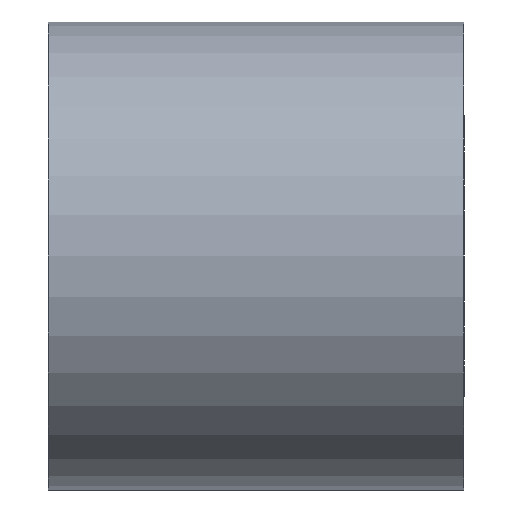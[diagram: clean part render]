
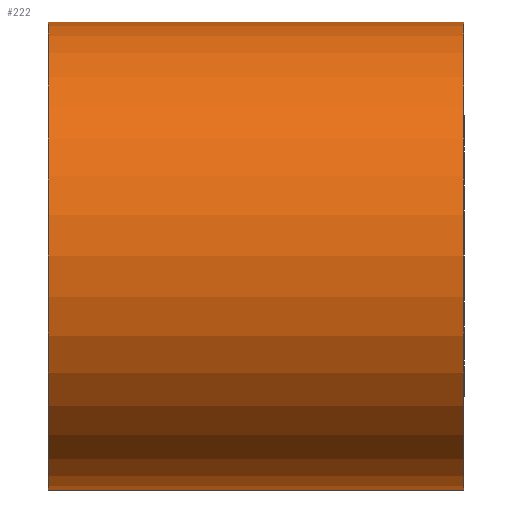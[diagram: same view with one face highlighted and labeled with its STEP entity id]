
A CAD part, front view. The second image highlights one B-rep face of the part: STEP entity #222.
In plain terms, the highlighted cylindrical face has radius 18 mm (diameter 36 mm), a partial arc.
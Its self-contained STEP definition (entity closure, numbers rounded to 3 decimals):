
#1 = DIRECTION ( 'NONE',  ( 0., 0., 1. ) ) ;
#26 = CARTESIAN_POINT ( 'NONE',  ( -6.017, 0., 18. ) ) ;
#27 = CARTESIAN_POINT ( 'NONE',  ( 25.983, 0., -18. ) ) ;
#31 = DIRECTION ( 'NONE',  ( 0., 0., 1. ) ) ;
#34 = EDGE_CURVE ( 'NONE', #280, #43, #119, .T. ) ;
#38 = VECTOR ( 'NONE', #103, 1000. ) ;
#43 = VERTEX_POINT ( 'NONE', #26 ) ;
#57 = DIRECTION ( 'NONE',  ( -1., 0., 0. ) ) ;
#59 = VECTOR ( 'NONE', #69, 1000. ) ;
#69 = DIRECTION ( 'NONE',  ( -1., 0., 0. ) ) ;
#74 = AXIS2_PLACEMENT_3D ( 'NONE', #177, #57, #31 ) ;
#75 = CARTESIAN_POINT ( 'NONE',  ( -46.222, 0., 18. ) ) ;
#82 = DIRECTION ( 'NONE',  ( -1., 0., 0. ) ) ;
#88 = AXIS2_PLACEMENT_3D ( 'NONE', #155, #82, #105 ) ;
#103 = DIRECTION ( 'NONE',  ( -1., 0., 0. ) ) ;
#105 = DIRECTION ( 'NONE',  ( 0., 0., 1. ) ) ;
#110 = VERTEX_POINT ( 'NONE', #27 ) ;
#112 = EDGE_CURVE ( 'NONE', #137, #43, #135, .T. ) ;
#119 = LINE ( 'NONE', #75, #59 ) ;
#128 = CYLINDRICAL_SURFACE ( 'NONE', #74, 18. ) ;
#133 = LINE ( 'NONE', #301, #38 ) ;
#135 = CIRCLE ( 'NONE', #139, 18. ) ;
#137 = VERTEX_POINT ( 'NONE', #275 ) ;
#138 = ORIENTED_EDGE ( 'NONE', *, *, #112, .F. ) ;
#139 = AXIS2_PLACEMENT_3D ( 'NONE', #312, #210, #1 ) ;
#142 = CIRCLE ( 'NONE', #88, 18. ) ;
#146 = FACE_OUTER_BOUND ( 'NONE', #159, .T. ) ;
#150 = CARTESIAN_POINT ( 'NONE',  ( 25.983, 0., 18. ) ) ;
#155 = CARTESIAN_POINT ( 'NONE',  ( 25.983, 0., 0. ) ) ;
#156 = ORIENTED_EDGE ( 'NONE', *, *, #176, .F. ) ;
#157 = ORIENTED_EDGE ( 'NONE', *, *, #200, .T. ) ;
#159 = EDGE_LOOP ( 'NONE', ( #156, #157, #262, #138 ) ) ;
#176 = EDGE_CURVE ( 'NONE', #110, #137, #133, .T. ) ;
#177 = CARTESIAN_POINT ( 'NONE',  ( -46.222, 0., 0. ) ) ;
#200 = EDGE_CURVE ( 'NONE', #110, #280, #142, .T. ) ;
#210 = DIRECTION ( 'NONE',  ( -1., 0., 0. ) ) ;
#222 = ADVANCED_FACE ( 'NONE', ( #146 ), #128, .T. ) ;
#262 = ORIENTED_EDGE ( 'NONE', *, *, #34, .T. ) ;
#275 = CARTESIAN_POINT ( 'NONE',  ( -6.017, 0., -18. ) ) ;
#280 = VERTEX_POINT ( 'NONE', #150 ) ;
#301 = CARTESIAN_POINT ( 'NONE',  ( -46.222, 0., -18. ) ) ;
#312 = CARTESIAN_POINT ( 'NONE',  ( -6.017, 0., 0. ) ) ;
